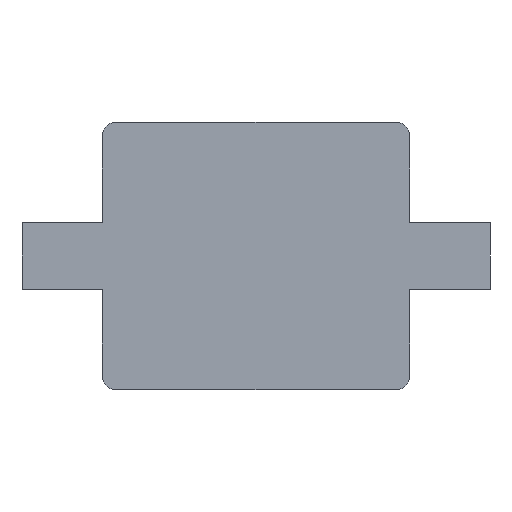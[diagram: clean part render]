
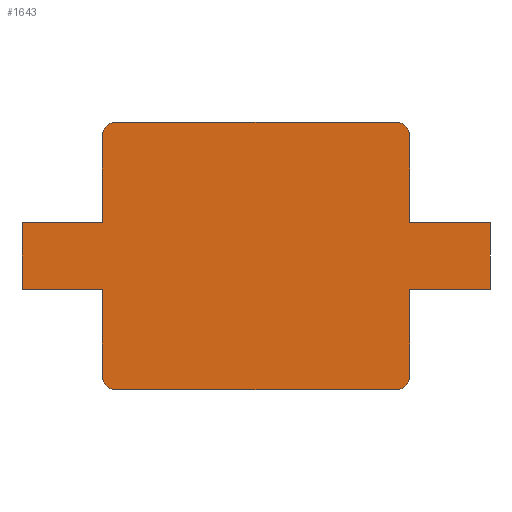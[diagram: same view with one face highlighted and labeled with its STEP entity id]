
A CAD part, front view. The second image highlights one B-rep face of the part: STEP entity #1643.
In plain terms, the highlighted planar face has unit normal (0, -1, 0).
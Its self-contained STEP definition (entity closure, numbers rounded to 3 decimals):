
#35 = ORIENTED_EDGE ( 'NONE', *, *, #1228, .F. ) ;
#52 = CARTESIAN_POINT ( 'NONE',  ( 23., 0., 5. ) ) ;
#80 = VERTEX_POINT ( 'NONE', #1673 ) ;
#82 = CARTESIAN_POINT ( 'NONE',  ( 35., 0., -5. ) ) ;
#84 = EDGE_CURVE ( 'NONE', #430, #1479, #1134, .T. ) ;
#97 = EDGE_CURVE ( 'NONE', #1838, #1479, #1856, .T. ) ;
#133 = AXIS2_PLACEMENT_3D ( 'NONE', #1331, #809, #2238 ) ;
#174 = CARTESIAN_POINT ( 'NONE',  ( -35., 0., 5. ) ) ;
#220 = VERTEX_POINT ( 'NONE', #2111 ) ;
#221 = CARTESIAN_POINT ( 'NONE',  ( 23., 0., 20. ) ) ;
#224 = VERTEX_POINT ( 'NONE', #1420 ) ;
#229 = ORIENTED_EDGE ( 'NONE', *, *, #1375, .F. ) ;
#236 = CARTESIAN_POINT ( 'NONE',  ( 23., 0., -18. ) ) ;
#273 = DIRECTION ( 'NONE',  ( 1., 0., 0. ) ) ;
#297 = EDGE_LOOP ( 'NONE', ( #2071, #1509, #1447, #2009, #229, #575, #1600, #979, #790, #784, #35, #2151, #1279, #1477, #1652, #1670 ) ) ;
#327 = CARTESIAN_POINT ( 'NONE',  ( -21., 0., -20. ) ) ;
#332 = LINE ( 'NONE', #1036, #530 ) ;
#333 = VECTOR ( 'NONE', #856, 1000. ) ;
#340 = FACE_OUTER_BOUND ( 'NONE', #297, .T. ) ;
#346 = CARTESIAN_POINT ( 'NONE',  ( 21., 0., -18. ) ) ;
#350 = CARTESIAN_POINT ( 'NONE',  ( -21., 0., 20. ) ) ;
#355 = EDGE_CURVE ( 'NONE', #822, #1273, #1810, .T. ) ;
#364 = DIRECTION ( 'NONE',  ( 1., 0., 0. ) ) ;
#368 = DIRECTION ( 'NONE',  ( 0., 0., 1. ) ) ;
#401 = LINE ( 'NONE', #745, #1029 ) ;
#429 = CARTESIAN_POINT ( 'NONE',  ( 23., 0., -5. ) ) ;
#430 = VERTEX_POINT ( 'NONE', #1681 ) ;
#436 = VECTOR ( 'NONE', #1512, 1000. ) ;
#445 = VERTEX_POINT ( 'NONE', #468 ) ;
#466 = VECTOR ( 'NONE', #1309, 1000. ) ;
#468 = CARTESIAN_POINT ( 'NONE',  ( 23., 0., 5. ) ) ;
#526 = VECTOR ( 'NONE', #918, 1000. ) ;
#530 = VECTOR ( 'NONE', #1259, 1000. ) ;
#575 = ORIENTED_EDGE ( 'NONE', *, *, #2260, .F. ) ;
#602 = EDGE_CURVE ( 'NONE', #1838, #747, #1187, .T. ) ;
#611 = VERTEX_POINT ( 'NONE', #1541 ) ;
#626 = CARTESIAN_POINT ( 'NONE',  ( 35., 0., 5. ) ) ;
#635 = CARTESIAN_POINT ( 'NONE',  ( -23., 0., 20. ) ) ;
#667 = VECTOR ( 'NONE', #364, 1000. ) ;
#671 = EDGE_CURVE ( 'NONE', #1431, #1170, #1361, .T. ) ;
#698 = CARTESIAN_POINT ( 'NONE',  ( 23., 0., -5. ) ) ;
#720 = CARTESIAN_POINT ( 'NONE',  ( 21., 0., 18. ) ) ;
#739 = EDGE_CURVE ( 'NONE', #611, #220, #1779, .T. ) ;
#745 = CARTESIAN_POINT ( 'NONE',  ( -23., 0., -5. ) ) ;
#747 = VERTEX_POINT ( 'NONE', #236 ) ;
#784 = ORIENTED_EDGE ( 'NONE', *, *, #1059, .T. ) ;
#790 = ORIENTED_EDGE ( 'NONE', *, *, #1777, .F. ) ;
#809 = DIRECTION ( 'NONE',  ( 0., -1., 0. ) ) ;
#820 = CARTESIAN_POINT ( 'NONE',  ( 23., 0., -20. ) ) ;
#822 = VERTEX_POINT ( 'NONE', #626 ) ;
#851 = DIRECTION ( 'NONE',  ( 0., -1., 0. ) ) ;
#856 = DIRECTION ( 'NONE',  ( 0., 0., -1. ) ) ;
#895 = AXIS2_PLACEMENT_3D ( 'NONE', #346, #851, #368 ) ;
#918 = DIRECTION ( 'NONE',  ( 0., 0., 1. ) ) ;
#954 = LINE ( 'NONE', #1616, #1419 ) ;
#979 = ORIENTED_EDGE ( 'NONE', *, *, #2174, .F. ) ;
#1024 = VERTEX_POINT ( 'NONE', #1927 ) ;
#1029 = VECTOR ( 'NONE', #1436, 1000. ) ;
#1036 = CARTESIAN_POINT ( 'NONE',  ( -23., 0., -20. ) ) ;
#1053 = DIRECTION ( 'NONE',  ( 0., 0., 1. ) ) ;
#1059 = EDGE_CURVE ( 'NONE', #1993, #80, #1623, .T. ) ;
#1074 = EDGE_CURVE ( 'NONE', #430, #224, #332, .T. ) ;
#1090 = LINE ( 'NONE', #221, #2189 ) ;
#1134 = CIRCLE ( 'NONE', #133, 2. ) ;
#1170 = VERTEX_POINT ( 'NONE', #1988 ) ;
#1181 = VECTOR ( 'NONE', #2182, 1000. ) ;
#1182 = LINE ( 'NONE', #635, #1181 ) ;
#1187 = CIRCLE ( 'NONE', #895, 2. ) ;
#1199 = EDGE_CURVE ( 'NONE', #224, #611, #401, .T. ) ;
#1201 = DIRECTION ( 'NONE',  ( 0., 1., 0. ) ) ;
#1228 = EDGE_CURVE ( 'NONE', #1431, #80, #1182, .T. ) ;
#1249 = AXIS2_PLACEMENT_3D ( 'NONE', #1559, #1201, #1053 ) ;
#1259 = DIRECTION ( 'NONE',  ( 0., 0., 1. ) ) ;
#1264 = CARTESIAN_POINT ( 'NONE',  ( 35., 0., 5. ) ) ;
#1273 = VERTEX_POINT ( 'NONE', #82 ) ;
#1279 = ORIENTED_EDGE ( 'NONE', *, *, #1964, .F. ) ;
#1307 = LINE ( 'NONE', #52, #1523 ) ;
#1309 = DIRECTION ( 'NONE',  ( 0., 0., -1. ) ) ;
#1310 = CARTESIAN_POINT ( 'NONE',  ( 21., 0., -20. ) ) ;
#1331 = CARTESIAN_POINT ( 'NONE',  ( -21., 0., -18. ) ) ;
#1361 = CIRCLE ( 'NONE', #1836, 2. ) ;
#1375 = EDGE_CURVE ( 'NONE', #2246, #747, #1480, .T. ) ;
#1419 = VECTOR ( 'NONE', #1808, 1000. ) ;
#1420 = CARTESIAN_POINT ( 'NONE',  ( -23., 0., -5. ) ) ;
#1431 = VERTEX_POINT ( 'NONE', #350 ) ;
#1434 = AXIS2_PLACEMENT_3D ( 'NONE', #720, #1896, #1712 ) ;
#1436 = DIRECTION ( 'NONE',  ( -1., 0., 0. ) ) ;
#1447 = ORIENTED_EDGE ( 'NONE', *, *, #97, .F. ) ;
#1450 = CARTESIAN_POINT ( 'NONE',  ( -35., 0., -5. ) ) ;
#1461 = DIRECTION ( 'NONE',  ( 0., -1., 0. ) ) ;
#1476 = DIRECTION ( 'NONE',  ( 0., 0., -1. ) ) ;
#1477 = ORIENTED_EDGE ( 'NONE', *, *, #1617, .F. ) ;
#1479 = VERTEX_POINT ( 'NONE', #327 ) ;
#1480 = LINE ( 'NONE', #698, #333 ) ;
#1509 = ORIENTED_EDGE ( 'NONE', *, *, #84, .T. ) ;
#1512 = DIRECTION ( 'NONE',  ( -1., 0., 0. ) ) ;
#1523 = VECTOR ( 'NONE', #273, 1000. ) ;
#1541 = CARTESIAN_POINT ( 'NONE',  ( -35., 0., -5. ) ) ;
#1556 = LINE ( 'NONE', #2033, #1675 ) ;
#1559 = CARTESIAN_POINT ( 'NONE',  ( 0., 0., 0. ) ) ;
#1573 = PLANE ( 'NONE',  #1249 ) ;
#1585 = LINE ( 'NONE', #174, #667 ) ;
#1600 = ORIENTED_EDGE ( 'NONE', *, *, #355, .F. ) ;
#1601 = CARTESIAN_POINT ( 'NONE',  ( -21., 0., 18. ) ) ;
#1616 = CARTESIAN_POINT ( 'NONE',  ( 35., 0., -5. ) ) ;
#1617 = EDGE_CURVE ( 'NONE', #220, #1024, #1585, .T. ) ;
#1623 = CIRCLE ( 'NONE', #1434, 2. ) ;
#1643 = ADVANCED_FACE ( 'NONE', ( #340 ), #1573, .F. ) ;
#1650 = DIRECTION ( 'NONE',  ( 0., 0., 1. ) ) ;
#1652 = ORIENTED_EDGE ( 'NONE', *, *, #739, .F. ) ;
#1670 = ORIENTED_EDGE ( 'NONE', *, *, #1199, .F. ) ;
#1673 = CARTESIAN_POINT ( 'NONE',  ( 21., 0., 20. ) ) ;
#1675 = VECTOR ( 'NONE', #1683, 1000. ) ;
#1681 = CARTESIAN_POINT ( 'NONE',  ( -23., 0., -18. ) ) ;
#1683 = DIRECTION ( 'NONE',  ( 0., 0., 1. ) ) ;
#1712 = DIRECTION ( 'NONE',  ( 0., 0., 1. ) ) ;
#1768 = CARTESIAN_POINT ( 'NONE',  ( 23., 0., 18. ) ) ;
#1777 = EDGE_CURVE ( 'NONE', #1993, #445, #1090, .T. ) ;
#1779 = LINE ( 'NONE', #1450, #526 ) ;
#1808 = DIRECTION ( 'NONE',  ( -1., 0., 0. ) ) ;
#1810 = LINE ( 'NONE', #1264, #466 ) ;
#1836 = AXIS2_PLACEMENT_3D ( 'NONE', #1601, #1461, #1650 ) ;
#1838 = VERTEX_POINT ( 'NONE', #1310 ) ;
#1856 = LINE ( 'NONE', #820, #436 ) ;
#1896 = DIRECTION ( 'NONE',  ( 0., -1., 0. ) ) ;
#1927 = CARTESIAN_POINT ( 'NONE',  ( -23., 0., 5. ) ) ;
#1964 = EDGE_CURVE ( 'NONE', #1024, #1170, #1556, .T. ) ;
#1988 = CARTESIAN_POINT ( 'NONE',  ( -23., 0., 18. ) ) ;
#1993 = VERTEX_POINT ( 'NONE', #1768 ) ;
#2009 = ORIENTED_EDGE ( 'NONE', *, *, #602, .T. ) ;
#2033 = CARTESIAN_POINT ( 'NONE',  ( -23., 0., 5. ) ) ;
#2071 = ORIENTED_EDGE ( 'NONE', *, *, #1074, .F. ) ;
#2111 = CARTESIAN_POINT ( 'NONE',  ( -35., 0., 5. ) ) ;
#2151 = ORIENTED_EDGE ( 'NONE', *, *, #671, .T. ) ;
#2174 = EDGE_CURVE ( 'NONE', #445, #822, #1307, .T. ) ;
#2182 = DIRECTION ( 'NONE',  ( 1., 0., 0. ) ) ;
#2189 = VECTOR ( 'NONE', #1476, 1000. ) ;
#2238 = DIRECTION ( 'NONE',  ( 0., 0., 1. ) ) ;
#2246 = VERTEX_POINT ( 'NONE', #429 ) ;
#2260 = EDGE_CURVE ( 'NONE', #1273, #2246, #954, .T. ) ;
